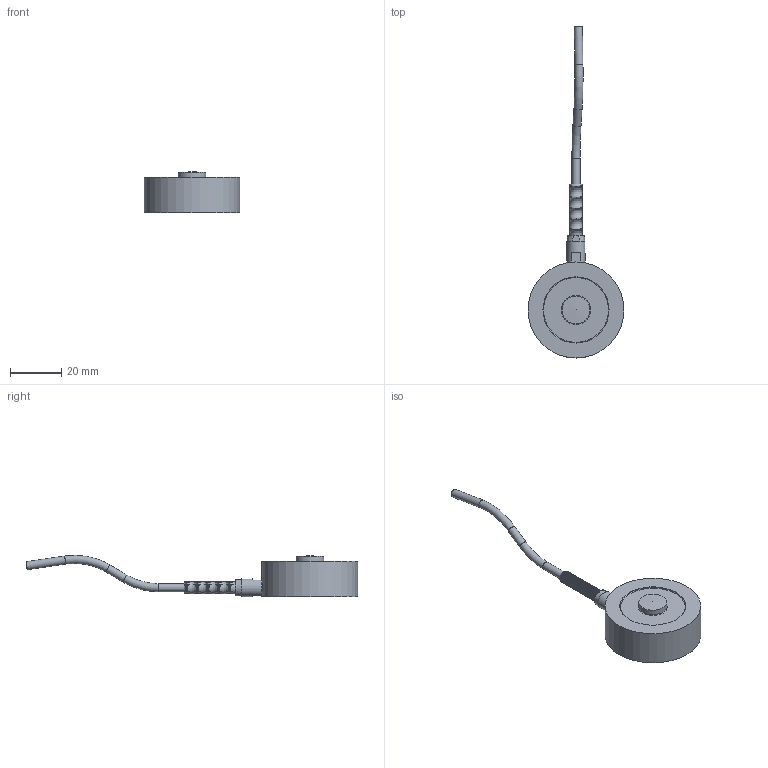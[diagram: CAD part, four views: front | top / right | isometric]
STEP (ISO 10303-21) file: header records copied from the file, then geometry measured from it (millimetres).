
FILE_DESCRIPTION((''),'2;1');
FILE_NAME('LLB450.stp','2010-11-12T11:08:31',('Thomasl'),(''),'Autodesk Inventor 2008','Autodesk Inventor 2008','');
FILE_SCHEMA(('AUTOMOTIVE_DESIGN { 1 0 10303 214 1 1 1 1 }'));
Length unit declared in the file: inch
Products named in the file (5): LLB450 (LevelofDetail1); ~~~PART1; 4925; 4925A; 4925B
Assembly tree (4 placements, depth 3):
  LLB450 (LevelofDetail1)
    ~~~PART1
      4925
      4925A
      4925B
Bounding box: 37.59 x 130.02 x 16.22 mm (x, y, z)
Volume: 15922.8 mm3; surface area: 6371.4 mm2
Topology: 3 solids, 3 shells, 120 faces, 252 edges, 144 vertices
Faces by surface type: bspline 62, plane 24, cylinder 18, cone 9, torus 6, sphere 1
Full cylindrical faces by diameter (mm): 2.779 x3, 3.175 x3, 3.302 x1, 3.937 x1, 4.801 x1, 5.334 x1, 5.555 x1, 5.791 x1, 7.061 x1, 10.922 x1, 25.908 x1, 26.721 x1, 27.432 x1, 37.592 x1
Entity records: 7314 total; most frequent: CARTESIAN_POINT 5289, DIRECTION 386, ORIENTED_EDGE 284, EDGE_LOOP 220, AXIS2_PLACEMENT_3D 183, EDGE_CURVE 142, VERTEX_POINT 126, FACE_OUTER_BOUND 120
